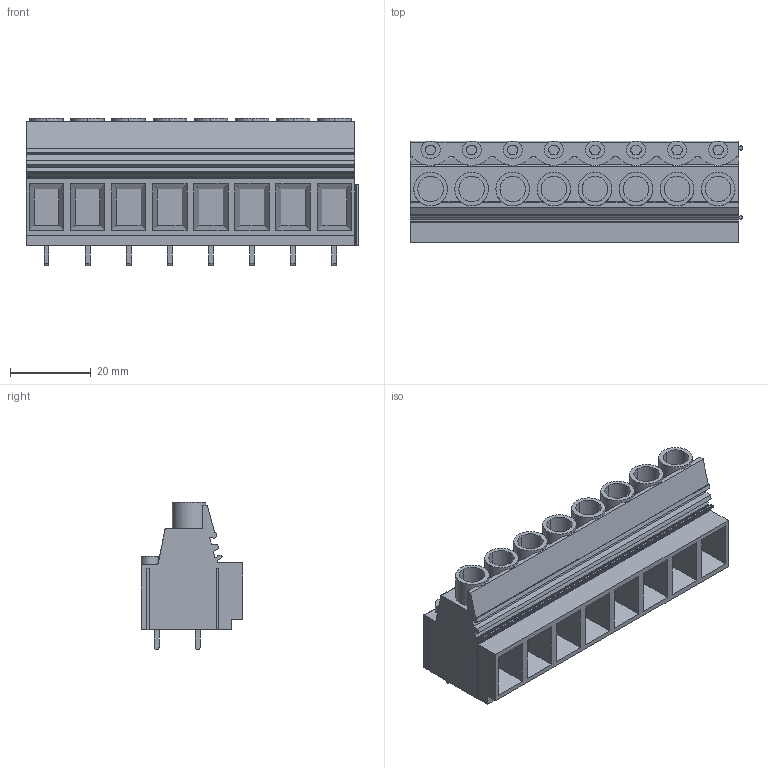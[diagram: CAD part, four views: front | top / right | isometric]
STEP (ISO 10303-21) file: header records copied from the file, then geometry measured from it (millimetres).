
FILE_DESCRIPTION(('CATIA V5 STEP Exchange','CAx-IF Rec.Pracs.--- Model Styling and Organization---1.2---2011-12-15'),'2;1');
FILE_NAME ('D1461484_0_2013910000_2013910000.stp','2018-09-01T04:44:04+00:00',('none'),('Weidmueller'),'CATIA Version 5-6 Release 2014','CATIA V5 STEP AP214','none');
FILE_SCHEMA(('AUTOMOTIVE_DESIGN { 1 0 10303 214 1 1 1 1 }'));
Length unit declared in the file: millimetre
Products named in the file (1): 2013910000
Bounding box: 82.08 x 25.1 x 36.5 mm (x, y, z)
Volume: 39507 mm3; surface area: 15270.7 mm2
Topology: 9 solids, 9 shells, 403 faces, 1067 edges, 706 vertices
Faces by surface type: plane 271, cylinder 132
Entity records: 12053 total; most frequent: CARTESIAN_POINT 2820, ORIENTED_EDGE 2134, DIRECTION 1471, EDGE_CURVE 1067, VECTOR 723, LINE 723, VERTEX_POINT 706, AXIS2_PLACEMENT_3D 495
